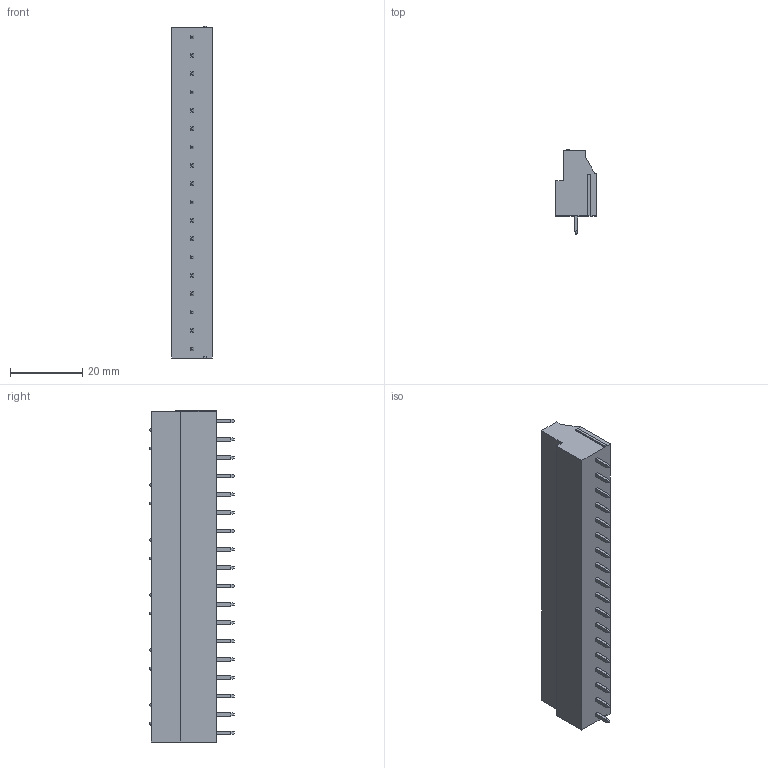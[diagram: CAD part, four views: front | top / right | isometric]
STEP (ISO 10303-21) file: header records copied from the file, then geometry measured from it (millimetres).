
FILE_DESCRIPTION((''),'2;1');
FILE_NAME('TL212V-XXP-XS','2024-10-21T',('sj'),(''),'PRO/ENGINEER BY PARAMETRIC TECHNOLOGY CORPORATION, 2013240','PRO/ENGINEER BY PARAMETRIC TECHNOLOGY CORPORATION, 2013240','');
FILE_SCHEMA(('AUTOMOTIVE_DESIGN_CC2 { 1 2 10303 214 -1 1 5 2 }'));
Length unit declared in the file: millimetre
Products named in the file (1): TL212V-XXP-XS
Bounding box: 11.2 x 23.4 x 91.94 mm (x, y, z)
Volume: 14958.8 mm3; surface area: 6727.8 mm2
Topology: 1 solids, 1 shells, 649 faces, 1575 edges, 970 vertices
Faces by surface type: plane 414, cylinder 115, cone 72, torus 36, sphere 12
Entity records: 18619 total; most frequent: CARTESIAN_POINT 3386, DIRECTION 3175, ORIENTED_EDGE 3102, EDGE_CURVE 1551, VECTOR 1081, LINE 1081, AXIS2_PLACEMENT_3D 1047, VERTEX_POINT 970
